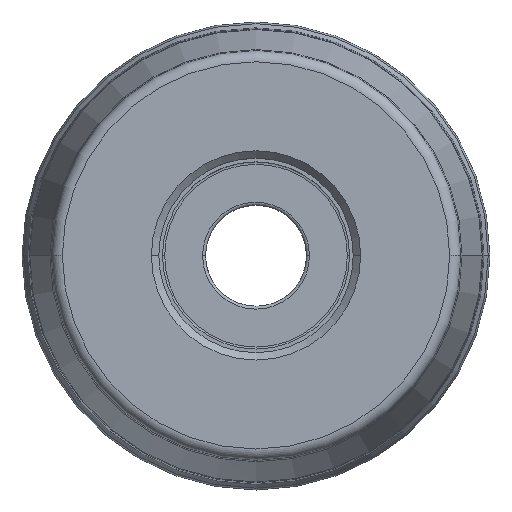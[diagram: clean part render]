
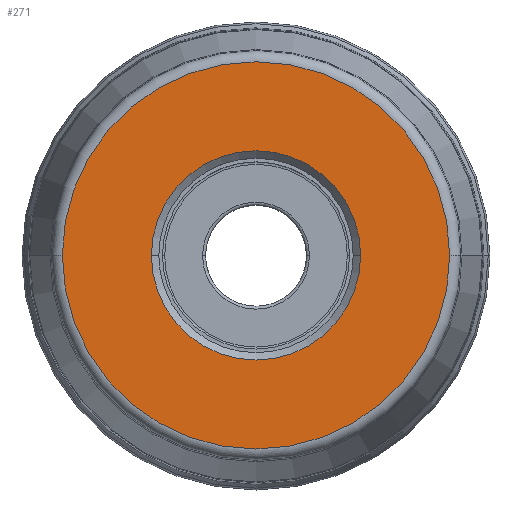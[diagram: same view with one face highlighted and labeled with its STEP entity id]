
A CAD part, top view. The second image highlights one B-rep face of the part: STEP entity #271.
In plain terms, the highlighted planar face has unit normal (0, 0, 1).
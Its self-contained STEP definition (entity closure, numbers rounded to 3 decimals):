
#30=PLANE('',#2686);
#38=FACE_BOUND('',#575,.T.);
#39=FACE_BOUND('',#576,.T.);
#271=ADVANCED_FACE('',(#38,#39),#30,.F.);
#575=EDGE_LOOP('',(#1070,#1071,#1072,#1073));
#576=EDGE_LOOP('',(#1074,#1075,#1076,#1077));
#1070=ORIENTED_EDGE('',*,*,#1667,.F.);
#1071=ORIENTED_EDGE('',*,*,#1671,.F.);
#1072=ORIENTED_EDGE('',*,*,#1670,.T.);
#1073=ORIENTED_EDGE('',*,*,#1668,.T.);
#1074=ORIENTED_EDGE('',*,*,#1672,.T.);
#1075=ORIENTED_EDGE('',*,*,#1673,.T.);
#1076=ORIENTED_EDGE('',*,*,#1674,.T.);
#1077=ORIENTED_EDGE('',*,*,#1675,.T.);
#1376=VERTEX_POINT('',#5480);
#1377=VERTEX_POINT('',#5482);
#1378=VERTEX_POINT('',#5484);
#1379=VERTEX_POINT('',#5488);
#1380=VERTEX_POINT('',#5492);
#1381=VERTEX_POINT('',#5493);
#1382=VERTEX_POINT('',#5495);
#1383=VERTEX_POINT('',#5497);
#1667=EDGE_CURVE('',#1376,#1377,#2030,.T.);
#1668=EDGE_CURVE('',#1378,#1377,#2031,.T.);
#1670=EDGE_CURVE('',#1379,#1378,#2033,.T.);
#1671=EDGE_CURVE('',#1379,#1376,#2034,.T.);
#1672=EDGE_CURVE('',#1380,#1381,#2035,.T.);
#1673=EDGE_CURVE('',#1381,#1382,#2036,.T.);
#1674=EDGE_CURVE('',#1382,#1383,#2037,.T.);
#1675=EDGE_CURVE('',#1383,#1380,#2038,.T.);
#2030=CIRCLE('',#2675,26.282);
#2031=CIRCLE('',#2676,26.282);
#2033=CIRCLE('',#2679,26.282);
#2034=CIRCLE('',#2680,26.282);
#2035=CIRCLE('',#2682,14.2);
#2036=CIRCLE('',#2683,14.2);
#2037=CIRCLE('',#2684,14.2);
#2038=CIRCLE('',#2685,14.2);
#2675=AXIS2_PLACEMENT_3D('',#5481,#3351,#3352);
#2676=AXIS2_PLACEMENT_3D('',#5483,#3353,#3354);
#2679=AXIS2_PLACEMENT_3D('',#5487,#3359,#3360);
#2680=AXIS2_PLACEMENT_3D('',#5489,#3361,#3362);
#2682=AXIS2_PLACEMENT_3D('',#5491,#3365,#3366);
#2683=AXIS2_PLACEMENT_3D('',#5494,#3367,#3368);
#2684=AXIS2_PLACEMENT_3D('',#5496,#3369,#3370);
#2685=AXIS2_PLACEMENT_3D('',#5498,#3371,#3372);
#2686=AXIS2_PLACEMENT_3D('',#5499,#3373,#3374);
#3351=DIRECTION('',(0.,0.,-1.));
#3352=DIRECTION('',(-1.,0.,0.));
#3353=DIRECTION('',(0.,0.,1.));
#3354=DIRECTION('',(1.,0.,0.));
#3359=DIRECTION('',(0.,0.,1.));
#3360=DIRECTION('',(1.,0.,0.));
#3361=DIRECTION('',(0.,0.,-1.));
#3362=DIRECTION('',(-1.,0.,0.));
#3365=DIRECTION('',(0.,0.,-1.));
#3366=DIRECTION('',(0.,-1.,0.));
#3367=DIRECTION('',(0.,0.,-1.));
#3368=DIRECTION('',(-1.,0.,0.));
#3369=DIRECTION('',(0.,0.,-1.));
#3370=DIRECTION('',(0.,1.,0.));
#3371=DIRECTION('',(0.,0.,-1.));
#3372=DIRECTION('',(1.,0.,0.));
#3373=DIRECTION('',(0.,0.,-1.));
#3374=DIRECTION('',(1.,0.,0.));
#5480=CARTESIAN_POINT('',(-26.282,0.,0.));
#5481=CARTESIAN_POINT('',(0.,0.,0.));
#5482=CARTESIAN_POINT('',(-26.281,0.021,0.));
#5483=CARTESIAN_POINT('',(0.,0.,0.));
#5484=CARTESIAN_POINT('',(26.282,0.,0.));
#5487=CARTESIAN_POINT('',(0.,0.,0.));
#5488=CARTESIAN_POINT('',(26.281,-0.021,0.));
#5489=CARTESIAN_POINT('',(0.,0.,0.));
#5491=CARTESIAN_POINT('',(0.,0.,0.));
#5492=CARTESIAN_POINT('',(0.,-14.2,0.));
#5493=CARTESIAN_POINT('',(-14.2,0.,0.));
#5494=CARTESIAN_POINT('',(0.,0.,0.));
#5495=CARTESIAN_POINT('',(0.,14.2,0.));
#5496=CARTESIAN_POINT('',(0.,0.,0.));
#5497=CARTESIAN_POINT('',(14.2,0.,0.));
#5498=CARTESIAN_POINT('',(0.,0.,0.));
#5499=CARTESIAN_POINT('',(0.,0.,0.));
